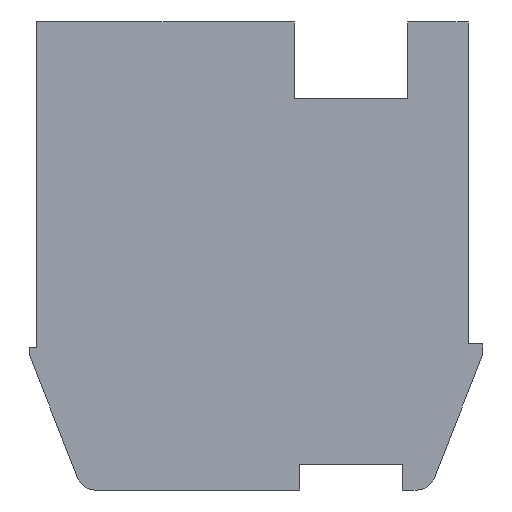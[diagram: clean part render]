
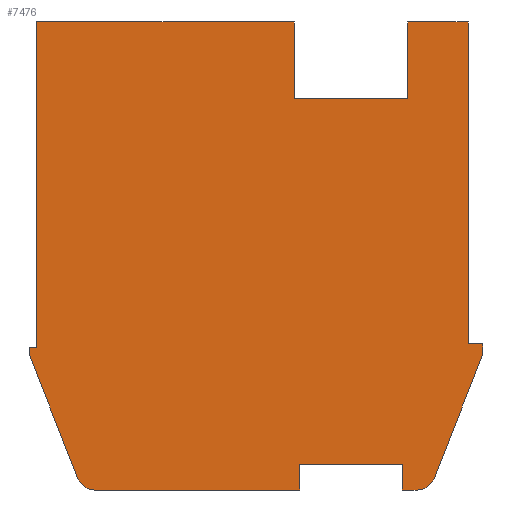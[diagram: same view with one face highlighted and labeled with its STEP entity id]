
A CAD part, front view. The second image highlights one B-rep face of the part: STEP entity #7476.
In plain terms, the highlighted planar face has unit normal (0, -1, 0).
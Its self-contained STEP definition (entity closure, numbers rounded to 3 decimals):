
#1=DIRECTION('',(-0.365,0.,-0.931));
#2=VECTOR('',#1,3.633);
#3=CARTESIAN_POINT('',(6.2,0.,-2.7));
#4=LINE('',#3,#2);
#5=CARTESIAN_POINT('',(4.409,0.,-5.9));
#6=DIRECTION('',(0.,1.,0.));
#7=DIRECTION('',(0.931,0.,-0.365));
#8=AXIS2_PLACEMENT_3D('',#5,#6,#7);
#10=DIRECTION('',(-1.,0.,0.));
#11=VECTOR('',#10,0.409);
#12=CARTESIAN_POINT('',(4.409,0.,-6.4));
#13=LINE('',#12,#11);
#14=DIRECTION('',(0.,0.,1.));
#15=VECTOR('',#14,0.7);
#16=CARTESIAN_POINT('',(4.,0.,-6.4));
#17=LINE('',#16,#15);
#18=DIRECTION('',(-1.,0.,0.));
#19=VECTOR('',#18,2.8);
#20=CARTESIAN_POINT('',(4.,0.,-5.7));
#21=LINE('',#20,#19);
#22=DIRECTION('',(0.,0.,-1.));
#23=VECTOR('',#22,0.7);
#24=CARTESIAN_POINT('',(1.2,0.,-5.7));
#25=LINE('',#24,#23);
#26=DIRECTION('',(-1.,0.,0.));
#27=VECTOR('',#26,5.609);
#28=CARTESIAN_POINT('',(1.2,0.,-6.4));
#29=LINE('',#28,#27);
#30=CARTESIAN_POINT('',(-4.409,0.,-5.9));
#31=DIRECTION('',(0.,1.,0.));
#32=DIRECTION('',(0.,0.,-1.));
#33=AXIS2_PLACEMENT_3D('',#30,#31,#32);
#35=DIRECTION('',(-0.365,0.,0.931));
#36=VECTOR('',#35,3.633);
#37=CARTESIAN_POINT('',(-4.874,0.,-6.082));
#38=LINE('',#37,#36);
#39=DIRECTION('',(0.,0.,1.));
#40=VECTOR('',#39,0.2);
#41=CARTESIAN_POINT('',(-6.2,0.,-2.7));
#42=LINE('',#41,#40);
#43=DIRECTION('',(1.,0.,0.));
#44=VECTOR('',#43,0.2);
#45=CARTESIAN_POINT('',(-6.2,0.,-2.5));
#46=LINE('',#45,#44);
#47=DIRECTION('',(0.,0.,1.));
#48=VECTOR('',#47,8.9);
#49=CARTESIAN_POINT('',(-6.,0.,-2.5));
#50=LINE('',#49,#48);
#51=DIRECTION('',(1.,0.,0.));
#52=VECTOR('',#51,7.05);
#53=CARTESIAN_POINT('',(-6.,0.,6.4));
#54=LINE('',#53,#52);
#55=DIRECTION('',(0.,0.,-1.));
#56=VECTOR('',#55,2.1);
#57=CARTESIAN_POINT('',(1.05,0.,6.4));
#58=LINE('',#57,#56);
#59=DIRECTION('',(1.,0.,0.));
#60=VECTOR('',#59,3.1);
#61=CARTESIAN_POINT('',(1.05,0.,4.3));
#62=LINE('',#61,#60);
#63=DIRECTION('',(0.,0.,1.));
#64=VECTOR('',#63,2.1);
#65=CARTESIAN_POINT('',(4.15,0.,4.3));
#66=LINE('',#65,#64);
#67=DIRECTION('',(1.,0.,0.));
#68=VECTOR('',#67,1.65);
#69=CARTESIAN_POINT('',(4.15,0.,6.4));
#70=LINE('',#69,#68);
#71=DIRECTION('',(0.,0.,-1.));
#72=VECTOR('',#71,8.8);
#73=CARTESIAN_POINT('',(5.8,0.,6.4));
#74=LINE('',#73,#72);
#75=DIRECTION('',(1.,0.,0.));
#76=VECTOR('',#75,0.4);
#77=CARTESIAN_POINT('',(5.8,0.,-2.4));
#78=LINE('',#77,#76);
#79=DIRECTION('',(0.,0.,-1.));
#80=VECTOR('',#79,0.3);
#81=CARTESIAN_POINT('',(6.2,0.,-2.4));
#82=LINE('',#81,#80);
#5669=CARTESIAN_POINT('',(6.2,0.,-2.7));
#5670=CARTESIAN_POINT('',(4.874,0.,-6.082));
#5671=VERTEX_POINT('',#5669);
#5672=VERTEX_POINT('',#5670);
#5673=CARTESIAN_POINT('',(4.409,0.,-6.4));
#5674=VERTEX_POINT('',#5673);
#5675=CARTESIAN_POINT('',(4.,0.,-6.4));
#5676=VERTEX_POINT('',#5675);
#5677=CARTESIAN_POINT('',(4.,0.,-5.7));
#5678=VERTEX_POINT('',#5677);
#5679=CARTESIAN_POINT('',(1.2,0.,-5.7));
#5680=VERTEX_POINT('',#5679);
#5681=CARTESIAN_POINT('',(1.2,0.,-6.4));
#5682=VERTEX_POINT('',#5681);
#5683=CARTESIAN_POINT('',(-4.409,0.,-6.4));
#5684=VERTEX_POINT('',#5683);
#5685=CARTESIAN_POINT('',(-4.874,0.,-6.082));
#5686=VERTEX_POINT('',#5685);
#5687=CARTESIAN_POINT('',(-6.2,0.,-2.7));
#5688=VERTEX_POINT('',#5687);
#5689=CARTESIAN_POINT('',(-6.2,0.,-2.5));
#5690=VERTEX_POINT('',#5689);
#5691=CARTESIAN_POINT('',(-6.,0.,-2.5));
#5692=VERTEX_POINT('',#5691);
#5693=CARTESIAN_POINT('',(-6.,0.,6.4));
#5694=VERTEX_POINT('',#5693);
#5695=CARTESIAN_POINT('',(1.05,0.,6.4));
#5696=VERTEX_POINT('',#5695);
#5697=CARTESIAN_POINT('',(1.05,0.,4.3));
#5698=VERTEX_POINT('',#5697);
#5699=CARTESIAN_POINT('',(4.15,0.,4.3));
#5700=VERTEX_POINT('',#5699);
#5701=CARTESIAN_POINT('',(4.15,0.,6.4));
#5702=VERTEX_POINT('',#5701);
#5703=CARTESIAN_POINT('',(5.8,0.,6.4));
#5704=VERTEX_POINT('',#5703);
#5705=CARTESIAN_POINT('',(5.8,0.,-2.4));
#5706=VERTEX_POINT('',#5705);
#5707=CARTESIAN_POINT('',(6.2,0.,-2.4));
#5708=VERTEX_POINT('',#5707);
#7429=CARTESIAN_POINT('',(0.,0.,0.));
#7430=DIRECTION('',(0.,1.,0.));
#7431=DIRECTION('',(1.,0.,0.));
#7432=AXIS2_PLACEMENT_3D('',#7429,#7430,#7431);
#7433=PLANE('',#7432);
#7435=ORIENTED_EDGE('',*,*,#7434,.T.);
#7437=ORIENTED_EDGE('',*,*,#7436,.T.);
#7439=ORIENTED_EDGE('',*,*,#7438,.T.);
#7441=ORIENTED_EDGE('',*,*,#7440,.T.);
#7443=ORIENTED_EDGE('',*,*,#7442,.T.);
#7445=ORIENTED_EDGE('',*,*,#7444,.T.);
#7447=ORIENTED_EDGE('',*,*,#7446,.T.);
#7449=ORIENTED_EDGE('',*,*,#7448,.T.);
#7451=ORIENTED_EDGE('',*,*,#7450,.T.);
#7453=ORIENTED_EDGE('',*,*,#7452,.T.);
#7455=ORIENTED_EDGE('',*,*,#7454,.T.);
#7457=ORIENTED_EDGE('',*,*,#7456,.T.);
#7459=ORIENTED_EDGE('',*,*,#7458,.T.);
#7461=ORIENTED_EDGE('',*,*,#7460,.T.);
#7463=ORIENTED_EDGE('',*,*,#7462,.T.);
#7465=ORIENTED_EDGE('',*,*,#7464,.T.);
#7467=ORIENTED_EDGE('',*,*,#7466,.T.);
#7469=ORIENTED_EDGE('',*,*,#7468,.T.);
#7471=ORIENTED_EDGE('',*,*,#7470,.T.);
#7473=ORIENTED_EDGE('',*,*,#7472,.T.);
#7474=EDGE_LOOP('',(#7435,#7437,#7439,#7441,#7443,#7445,#7447,#7449,#7451,#7453,
#7455,#7457,#7459,#7461,#7463,#7465,#7467,#7469,#7471,#7473));
#7475=FACE_OUTER_BOUND('',#7474,.F.);
#7476=ADVANCED_FACE('',(#7475),#7433,.F.);
#9=CIRCLE('',#8,0.5);
#34=CIRCLE('',#33,0.5);
#7434=EDGE_CURVE('',#5671,#5672,#4,.T.);
#7436=EDGE_CURVE('',#5672,#5674,#9,.T.);
#7438=EDGE_CURVE('',#5674,#5676,#13,.T.);
#7440=EDGE_CURVE('',#5676,#5678,#17,.T.);
#7442=EDGE_CURVE('',#5678,#5680,#21,.T.);
#7444=EDGE_CURVE('',#5680,#5682,#25,.T.);
#7446=EDGE_CURVE('',#5682,#5684,#29,.T.);
#7448=EDGE_CURVE('',#5684,#5686,#34,.T.);
#7450=EDGE_CURVE('',#5686,#5688,#38,.T.);
#7452=EDGE_CURVE('',#5688,#5690,#42,.T.);
#7454=EDGE_CURVE('',#5690,#5692,#46,.T.);
#7456=EDGE_CURVE('',#5692,#5694,#50,.T.);
#7458=EDGE_CURVE('',#5694,#5696,#54,.T.);
#7460=EDGE_CURVE('',#5696,#5698,#58,.T.);
#7462=EDGE_CURVE('',#5698,#5700,#62,.T.);
#7464=EDGE_CURVE('',#5700,#5702,#66,.T.);
#7466=EDGE_CURVE('',#5702,#5704,#70,.T.);
#7468=EDGE_CURVE('',#5704,#5706,#74,.T.);
#7470=EDGE_CURVE('',#5706,#5708,#78,.T.);
#7472=EDGE_CURVE('',#5708,#5671,#82,.T.);
